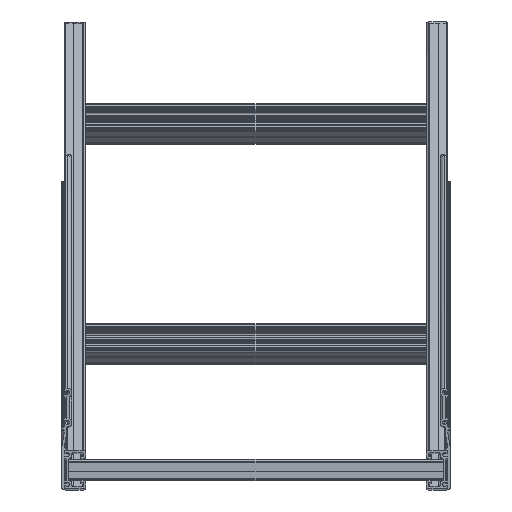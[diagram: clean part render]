
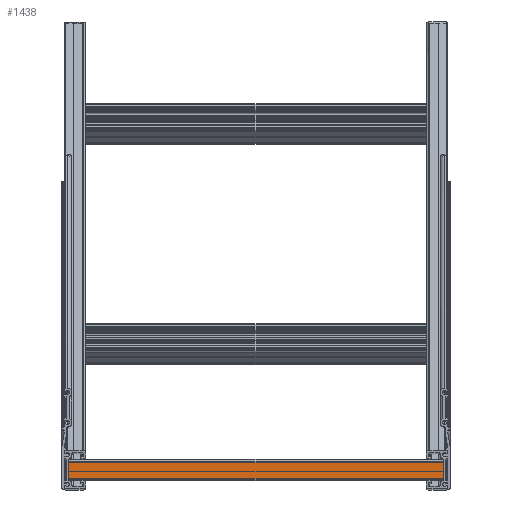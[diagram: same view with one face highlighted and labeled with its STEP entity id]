
A CAD part, top view. The second image highlights one B-rep face of the part: STEP entity #1438.
In plain terms, the highlighted face is planar.
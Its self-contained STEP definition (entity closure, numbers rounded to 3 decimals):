
#155 = VERTEX_POINT ( 'NONE', #2393 ) ;
#488 = DIRECTION ( 'NONE',  ( 0., 0., -1. ) ) ;
#844 = CARTESIAN_POINT ( 'NONE',  ( 15.5, 300., -1. ) ) ;
#1133 = LINE ( 'NONE', #5397, #3495 ) ;
#1438 = ADVANCED_FACE ( 'NONE', ( #3643 ), #7701, .F. ) ;
#1537 = LINE ( 'NONE', #9141, #4782 ) ;
#1616 = VECTOR ( 'NONE', #10491, 1000. ) ;
#2393 = CARTESIAN_POINT ( 'NONE',  ( 15.5, 0., -1. ) ) ;
#2756 = ORIENTED_EDGE ( 'NONE', *, *, #12050, .F. ) ;
#2835 = VERTEX_POINT ( 'NONE', #8115 ) ;
#3495 = VECTOR ( 'NONE', #9644, 1000. ) ;
#3496 = ORIENTED_EDGE ( 'NONE', *, *, #5607, .T. ) ;
#3643 = FACE_OUTER_BOUND ( 'NONE', #6439, .T. ) ;
#3908 = LINE ( 'NONE', #844, #7048 ) ;
#4782 = VECTOR ( 'NONE', #488, 1000. ) ;
#5209 = LINE ( 'NONE', #6396, #1616 ) ;
#5397 = CARTESIAN_POINT ( 'NONE',  ( 15.5, 300., -15. ) ) ;
#5607 = EDGE_CURVE ( 'NONE', #155, #2835, #5209, .T. ) ;
#6008 = AXIS2_PLACEMENT_3D ( 'NONE', #12898, #10874, #6506 ) ;
#6396 = CARTESIAN_POINT ( 'NONE',  ( 15.5, 0., -1. ) ) ;
#6439 = EDGE_LOOP ( 'NONE', ( #3496, #2756, #10349, #11323 ) ) ;
#6506 = DIRECTION ( 'NONE',  ( 0., 0., 1. ) ) ;
#7048 = VECTOR ( 'NONE', #12538, 1000. ) ;
#7701 = PLANE ( 'NONE',  #6008 ) ;
#8115 = CARTESIAN_POINT ( 'NONE',  ( 15.5, 0., -15. ) ) ;
#8135 = CARTESIAN_POINT ( 'NONE',  ( 15.5, 300., -1. ) ) ;
#9141 = CARTESIAN_POINT ( 'NONE',  ( 15.5, 300., -1. ) ) ;
#9490 = CARTESIAN_POINT ( 'NONE',  ( 15.5, 300., -15. ) ) ;
#9537 = VERTEX_POINT ( 'NONE', #9490 ) ;
#9644 = DIRECTION ( 'NONE',  ( 0., -1., 0. ) ) ;
#10349 = ORIENTED_EDGE ( 'NONE', *, *, #11451, .F. ) ;
#10491 = DIRECTION ( 'NONE',  ( 0., 0., -1. ) ) ;
#10693 = EDGE_CURVE ( 'NONE', #13429, #155, #3908, .T. ) ;
#10874 = DIRECTION ( 'NONE',  ( -1., 0., 0. ) ) ;
#11323 = ORIENTED_EDGE ( 'NONE', *, *, #10693, .T. ) ;
#11451 = EDGE_CURVE ( 'NONE', #13429, #9537, #1537, .T. ) ;
#12050 = EDGE_CURVE ( 'NONE', #9537, #2835, #1133, .T. ) ;
#12538 = DIRECTION ( 'NONE',  ( 0., -1., 0. ) ) ;
#12898 = CARTESIAN_POINT ( 'NONE',  ( 15.5, 300., -1. ) ) ;
#13429 = VERTEX_POINT ( 'NONE', #8135 ) ;
